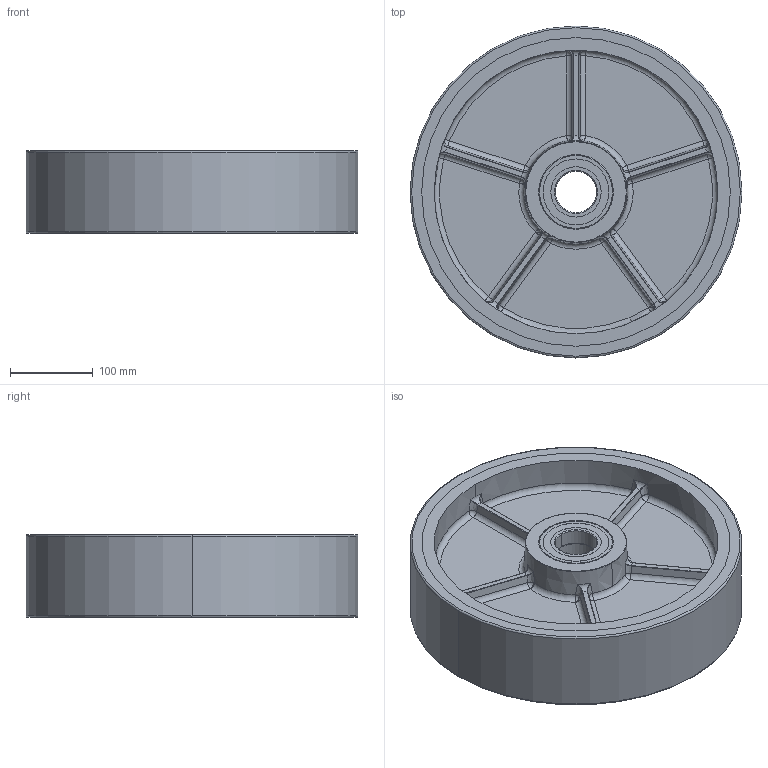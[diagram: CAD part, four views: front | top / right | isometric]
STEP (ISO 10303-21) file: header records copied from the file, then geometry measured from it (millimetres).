
FILE_DESCRIPTION (( 'STEP AP214' ), '1' );
FILE_NAME ('0012022.step', '2022-03-24T12:53:33', ( '' ), ( '' ), 'SwSTEP 2.0', 'SolidWorks 2020', '' );
FILE_SCHEMA (( 'AUTOMOTIVE_DESIGN' ));
Length unit declared in the file: millimetre
Products named in the file (1): 0012022
Bounding box: 400 x 400 x 100 mm (x, y, z)
Volume: 6000136 mm3; surface area: 855649.2 mm2
Topology: 13 solids, 13 shells, 454 faces, 992 edges, 532 vertices
Faces by surface type: bspline 120, cylinder 116, torus 84, plane 74, sphere 48, cone 12
Entity records: 21840 total; most frequent: CARTESIAN_POINT 7635, DIRECTION 1926, ORIENTED_EDGE 1904, EDGE_CURVE 952, AXIS2_PLACEMENT_3D 879, CIRCLE 544, VERTEX_POINT 532, EDGE_LOOP 488
